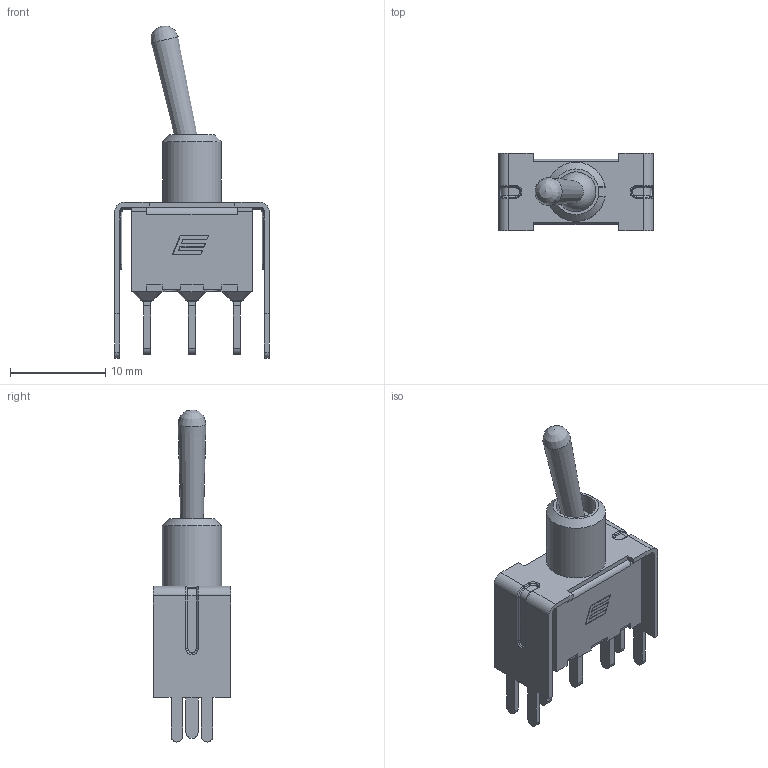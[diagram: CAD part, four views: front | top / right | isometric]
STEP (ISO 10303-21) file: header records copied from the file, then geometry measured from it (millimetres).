
FILE_DESCRIPTION((' '),'2;1');
FILE_NAME('100SPxT1B4VS2xE.stp','2017-07-25T15:16:00',(' '),(' '),' ','ACIS',' ');
FILE_SCHEMA(('CONFIG_CONTROL_DESIGN'));
Length unit declared in the file: inch
Products named in the file (1): 100SPxT1B4VS2xE.stp
Bounding box: 16.26 x 8.13 x 34.92 mm (x, y, z)
Volume: 1181.5 mm3; surface area: 1613 mm2
Topology: 1 solids, 2 shells, 333 faces, 837 edges, 517 vertices
Faces by surface type: plane 184, cylinder 96, torus 36, sphere 13, cone 3, bspline 1
Full cylindrical faces by diameter (mm): 1.65 x1, 4.2 x1
Entity records: 9952 total; most frequent: CARTESIAN_POINT 1758, DIRECTION 1744, ORIENTED_EDGE 1656, EDGE_CURVE 828, AXIS2_PLACEMENT_3D 589, VECTOR 566, LINE 566, VERTEX_POINT 513
